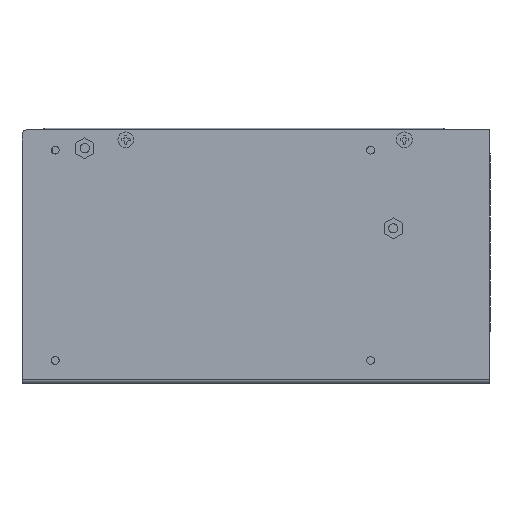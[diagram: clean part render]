
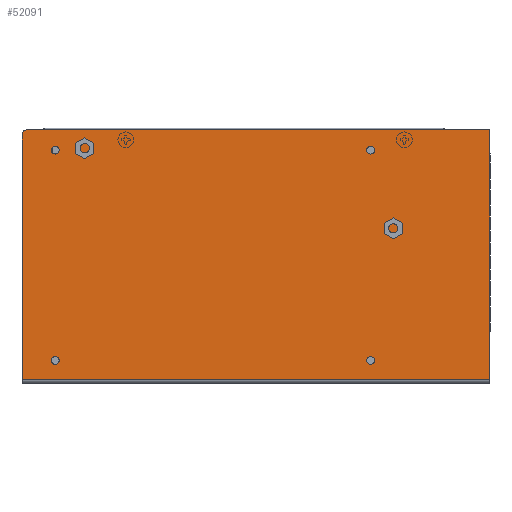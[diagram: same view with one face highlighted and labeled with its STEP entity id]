
A CAD part, front view. The second image highlights one B-rep face of the part: STEP entity #52091.
In plain terms, the highlighted planar face has unit normal (0, -1, 0).
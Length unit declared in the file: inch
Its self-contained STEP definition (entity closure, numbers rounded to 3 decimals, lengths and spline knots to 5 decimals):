
#1876 = CARTESIAN_POINT ( 'NONE',  ( 5.22047, 0.00001, -0.24606 ) ) ;
#4606 = CARTESIAN_POINT ( 'NONE',  ( 0., 0.00001, -3.74016 ) ) ;
#7689 = FACE_OUTER_BOUND ( 'NONE', #81091, .T. ) ;
#8491 = VERTEX_POINT ( 'NONE', #26640 ) ;
#9316 = CARTESIAN_POINT ( 'NONE',  ( 7.00787, 0.00001, 0. ) ) ;
#9491 = VECTOR ( 'NONE', #22384, 39.37008 ) ;
#9986 = EDGE_CURVE ( 'NONE', #69500, #8491, #45354, .T. ) ;
#11384 = EDGE_CURVE ( 'NONE', #8491, #103966, #79467, .T. ) ;
#12027 = CARTESIAN_POINT ( 'NONE',  ( 7.00787, 0.00001, -3.74016 ) ) ;
#15849 = VERTEX_POINT ( 'NONE', #16945 ) ;
#16158 = AXIS2_PLACEMENT_3D ( 'NONE', #22353, #84860, #25732 ) ;
#16659 = CARTESIAN_POINT ( 'NONE',  ( 5.22047, 0.00001, -3.39567 ) ) ;
#16694 = CARTESIAN_POINT ( 'NONE',  ( 0., 0.00001, 0. ) ) ;
#16945 = CARTESIAN_POINT ( 'NONE',  ( 0.07874, 0.00001, 0. ) ) ;
#17355 = VERTEX_POINT ( 'NONE', #9316 ) ;
#19700 = DIRECTION ( 'NONE',  ( 0., 1., 0. ) ) ;
#20682 = EDGE_CURVE ( 'NONE', #27704, #27704, #108035, .T. ) ;
#21664 = DIRECTION ( 'NONE',  ( 0., 0., -1. ) ) ;
#21972 = EDGE_LOOP ( 'NONE', ( #69165 ) ) ;
#22199 = CIRCLE ( 'NONE', #53548, 0.07874 ) ;
#22353 = CARTESIAN_POINT ( 'NONE',  ( 0., 0.00001, -3.74016 ) ) ;
#22384 = DIRECTION ( 'NONE',  ( 0., 0., -1. ) ) ;
#24955 = ORIENTED_EDGE ( 'NONE', *, *, #20682, .T. ) ;
#25732 = DIRECTION ( 'NONE',  ( 0., 0., -1. ) ) ;
#26640 = CARTESIAN_POINT ( 'NONE',  ( 0., 0.00001, -3.74016 ) ) ;
#27704 = VERTEX_POINT ( 'NONE', #16659 ) ;
#30119 = ORIENTED_EDGE ( 'NONE', *, *, #76931, .F. ) ;
#30135 = CARTESIAN_POINT ( 'NONE',  ( 0.07874, 0.00001, -0.07874 ) ) ;
#32976 = EDGE_LOOP ( 'NONE', ( #87305 ) ) ;
#34611 = VERTEX_POINT ( 'NONE', #1876 ) ;
#35329 = ORIENTED_EDGE ( 'NONE', *, *, #9986, .T. ) ;
#37132 = EDGE_CURVE ( 'NONE', #17355, #103966, #104735, .T. ) ;
#37729 = CIRCLE ( 'NONE', #94754, 0.05906 ) ;
#38470 = DIRECTION ( 'NONE',  ( 0., 1., 0. ) ) ;
#38599 = DIRECTION ( 'NONE',  ( 0., 0., -1. ) ) ;
#41068 = CARTESIAN_POINT ( 'NONE',  ( 5.22047, 0.00001, -0.30512 ) ) ;
#43550 = FACE_BOUND ( 'NONE', #59561, .T. ) ;
#44507 = ORIENTED_EDGE ( 'NONE', *, *, #37132, .F. ) ;
#44766 = VECTOR ( 'NONE', #103941, 39.37008 ) ;
#45354 = LINE ( 'NONE', #4606, #9491 ) ;
#47700 = EDGE_CURVE ( 'NONE', #34611, #34611, #107686, .T. ) ;
#50343 = DIRECTION ( 'NONE',  ( 0., 0., 1. ) ) ;
#51866 = FACE_BOUND ( 'NONE', #51870, .T. ) ;
#51870 = EDGE_LOOP ( 'NONE', ( #24955 ) ) ;
#52091 = ADVANCED_FACE ( 'NONE', ( #51866, #82264, #43550, #102999, #7689 ), #67043, .T. ) ;
#53548 = AXIS2_PLACEMENT_3D ( 'NONE', #30135, #57124, #21664 ) ;
#55966 = DIRECTION ( 'NONE',  ( 0., 0., 1. ) ) ;
#56020 = VECTOR ( 'NONE', #79286, 39.37008 ) ;
#57124 = DIRECTION ( 'NONE',  ( 0., -1., 0. ) ) ;
#58067 = DIRECTION ( 'NONE',  ( 0., 0., 1. ) ) ;
#59142 = ORIENTED_EDGE ( 'NONE', *, *, #80475, .T. ) ;
#59561 = EDGE_LOOP ( 'NONE', ( #59142 ) ) ;
#59960 = DIRECTION ( 'NONE',  ( 0., 1., 0. ) ) ;
#64442 = AXIS2_PLACEMENT_3D ( 'NONE', #108902, #19700, #55966 ) ;
#67043 = PLANE ( 'NONE',  #16158 ) ;
#67329 = CARTESIAN_POINT ( 'NONE',  ( 0.49606, 0.00001, -3.45472 ) ) ;
#69165 = ORIENTED_EDGE ( 'NONE', *, *, #110054, .T. ) ;
#69500 = VERTEX_POINT ( 'NONE', #75830 ) ;
#70035 = CIRCLE ( 'NONE', #91844, 0.05906 ) ;
#71324 = CARTESIAN_POINT ( 'NONE',  ( 0.49606, 0.00001, -0.24606 ) ) ;
#75830 = CARTESIAN_POINT ( 'NONE',  ( 0., 0.00001, -0.07874 ) ) ;
#76931 = EDGE_CURVE ( 'NONE', #15849, #17355, #86260, .T. ) ;
#78172 = CARTESIAN_POINT ( 'NONE',  ( 0., 0.00001, -3.74016 ) ) ;
#79286 = DIRECTION ( 'NONE',  ( 1., 0., 0. ) ) ;
#79467 = LINE ( 'NONE', #78172, #56020 ) ;
#80475 = EDGE_CURVE ( 'NONE', #91206, #91206, #37729, .T. ) ;
#81091 = EDGE_LOOP ( 'NONE', ( #30119, #88061, #35329, #82613, #44507 ) ) ;
#82264 = FACE_BOUND ( 'NONE', #32976, .T. ) ;
#82448 = AXIS2_PLACEMENT_3D ( 'NONE', #41068, #110988, #58067 ) ;
#82613 = ORIENTED_EDGE ( 'NONE', *, *, #11384, .T. ) ;
#84367 = CARTESIAN_POINT ( 'NONE',  ( 0.49606, 0.00001, -3.39567 ) ) ;
#84860 = DIRECTION ( 'NONE',  ( 0., -1., 0. ) ) ;
#85732 = VERTEX_POINT ( 'NONE', #84367 ) ;
#85955 = EDGE_CURVE ( 'NONE', #15849, #69500, #22199, .T. ) ;
#86260 = LINE ( 'NONE', #16694, #44766 ) ;
#87305 = ORIENTED_EDGE ( 'NONE', *, *, #47700, .T. ) ;
#88061 = ORIENTED_EDGE ( 'NONE', *, *, #85955, .T. ) ;
#91206 = VERTEX_POINT ( 'NONE', #71324 ) ;
#91432 = CARTESIAN_POINT ( 'NONE',  ( 0.49606, 0.00001, -0.30512 ) ) ;
#91844 = AXIS2_PLACEMENT_3D ( 'NONE', #67329, #59960, #50343 ) ;
#94754 = AXIS2_PLACEMENT_3D ( 'NONE', #91432, #38470, #109155 ) ;
#102999 = FACE_BOUND ( 'NONE', #21972, .T. ) ;
#103941 = DIRECTION ( 'NONE',  ( 1., 0., 0. ) ) ;
#103966 = VERTEX_POINT ( 'NONE', #112122 ) ;
#104735 = LINE ( 'NONE', #12027, #113001 ) ;
#107686 = CIRCLE ( 'NONE', #82448, 0.05906 ) ;
#108035 = CIRCLE ( 'NONE', #64442, 0.05906 ) ;
#108902 = CARTESIAN_POINT ( 'NONE',  ( 5.22047, 0.00001, -3.45472 ) ) ;
#109155 = DIRECTION ( 'NONE',  ( 0., 0., 1. ) ) ;
#110054 = EDGE_CURVE ( 'NONE', #85732, #85732, #70035, .T. ) ;
#110988 = DIRECTION ( 'NONE',  ( 0., 1., 0. ) ) ;
#112122 = CARTESIAN_POINT ( 'NONE',  ( 7.00787, 0.00001, -3.74016 ) ) ;
#113001 = VECTOR ( 'NONE', #38599, 39.37008 ) ;
